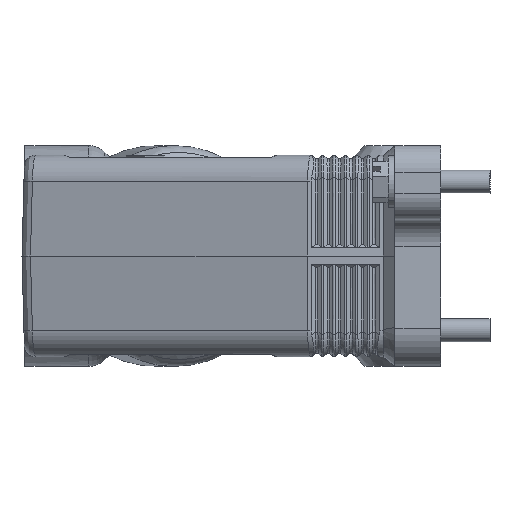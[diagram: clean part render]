
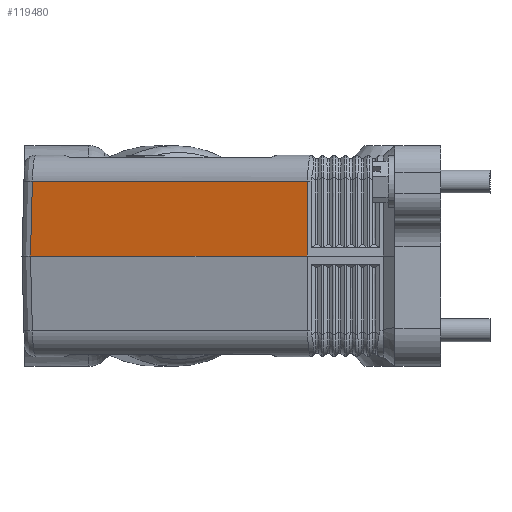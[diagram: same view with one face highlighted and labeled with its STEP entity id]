
A CAD part, left-side view. The second image highlights one B-rep face of the part: STEP entity #119480.
In plain terms, the highlighted planar face has unit normal (-0.966, 0.259, 0.026).
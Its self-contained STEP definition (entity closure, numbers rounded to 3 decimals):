
#119040=CARTESIAN_POINT('',(-63.861,106.118,
38.991));
#119050=DIRECTION('',(-0.966,0.259,
0.026));
#119060=DIRECTION('',(0.259,0.966,0.));
#119070=AXIS2_PLACEMENT_3D('',#119040,#119050,#119060);
#119080=PLANE('',#119070);
#119090=CARTESIAN_POINT('',(-83.934,31.205,39.));
#119100=DIRECTION('',(-0.026,0.003,
-1.));
#119110=VECTOR('',#119100,1.);
#119120=LINE('',#119090,#119110);
#119130=CARTESIAN_POINT('',(-84.1,31.226,
32.683));
#119140=VERTEX_POINT('',#119130);
#119150=CARTESIAN_POINT('',(-84.615,31.294,13.));
#119160=VERTEX_POINT('',#119150);
#119170=EDGE_CURVE('',#119140,#119160,#119120,.T.);
#119180=ORIENTED_EDGE('',*,*,#119170,.F.);
#119190=CARTESIAN_POINT('',(-93.,0.,13.));
#119200=DIRECTION('',(-0.259,-0.966,0.));
#119210=VECTOR('',#119200,1.);
#119220=LINE('',#119190,#119210);
#119230=CARTESIAN_POINT('',(-65.114,104.071,
13.));
#119240=VERTEX_POINT('',#119230);
#119250=EDGE_CURVE('',#119240,#119160,#119220,.T.);
#119260=ORIENTED_EDGE('',*,*,#119250,.T.);
#119270=CARTESIAN_POINT('',(-64.719,103.556,
32.683));
#119280=CARTESIAN_POINT('',(-64.721,103.559,
32.562));
#119290=CARTESIAN_POINT('',(-64.724,103.562,
32.44));
#119300=CARTESIAN_POINT('',(-64.853,103.731,
26.001));
#119310=CARTESIAN_POINT('',(-64.98,103.896,
19.683));
#119320=CARTESIAN_POINT('',(-65.11,104.065,
13.243));
#119330=CARTESIAN_POINT('',(-65.112,104.068,
13.122));
#119340=CARTESIAN_POINT('',(-65.114,104.071,
13.));
#119350=B_SPLINE_CURVE_WITH_KNOTS('',3,(#119270,#119280,#119290,#119300,
#119310,#119320,#119330,#119340),.UNSPECIFIED.,.F.,.F.,(4,2,2,4),(0.,
0.365,19.329,19.694),.UNSPECIFIED.);
#119360=CARTESIAN_POINT('',(-64.719,103.556,
32.683));
#119370=VERTEX_POINT('',#119360);
#119380=EDGE_CURVE('',#119370,#119240,#119350,.T.);
#119390=ORIENTED_EDGE('',*,*,#119380,.T.);
#119400=CARTESIAN_POINT('',(-91.981,1.811,
32.683));
#119410=DIRECTION('',(0.259,0.966,0.));
#119420=VECTOR('',#119410,1.);
#119430=LINE('',#119400,#119420);
#119440=EDGE_CURVE('',#119140,#119370,#119430,.T.);
#119450=ORIENTED_EDGE('',*,*,#119440,.T.);
#119460=EDGE_LOOP('',(#119450,#119390,#119260,#119180));
#119470=FACE_OUTER_BOUND('',#119460,.T.);
#119480=ADVANCED_FACE('',(#119470),#119080,.T.);
